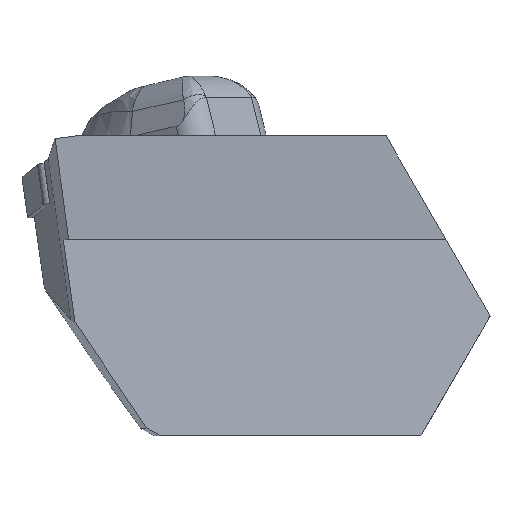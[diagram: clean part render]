
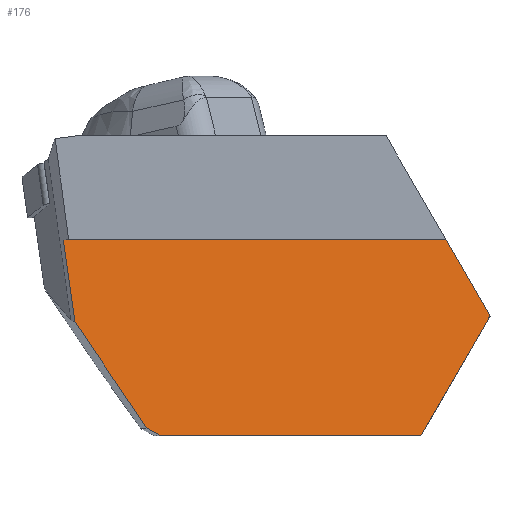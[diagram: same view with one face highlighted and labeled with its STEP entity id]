
A CAD part, top view. The second image highlights one B-rep face of the part: STEP entity #176.
In plain terms, the highlighted planar face has unit normal (0, 0.139, 0.99).
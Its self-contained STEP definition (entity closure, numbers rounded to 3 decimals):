
#176=ADVANCED_FACE('',(#279),#238,.T.);
#238=PLANE('',#1359);
#279=FACE_OUTER_BOUND('',#337,.T.);
#337=EDGE_LOOP('',(#501,#502,#503,#504,#505,#506,#507));
#501=ORIENTED_EDGE('',*,*,#955,.T.);
#502=ORIENTED_EDGE('',*,*,#956,.F.);
#503=ORIENTED_EDGE('',*,*,#957,.T.);
#504=ORIENTED_EDGE('',*,*,#951,.T.);
#505=ORIENTED_EDGE('',*,*,#958,.T.);
#506=ORIENTED_EDGE('',*,*,#959,.T.);
#507=ORIENTED_EDGE('',*,*,#960,.T.);
#823=VERTEX_POINT('',#1856);
#824=VERTEX_POINT('',#1857);
#827=VERTEX_POINT('',#1865);
#828=VERTEX_POINT('',#1866);
#829=VERTEX_POINT('',#1868);
#830=VERTEX_POINT('',#1871);
#831=VERTEX_POINT('',#1873);
#951=EDGE_CURVE('',#823,#824,#1115,.T.);
#955=EDGE_CURVE('',#827,#828,#1119,.T.);
#956=EDGE_CURVE('',#829,#828,#1120,.T.);
#957=EDGE_CURVE('',#829,#823,#1121,.T.);
#958=EDGE_CURVE('',#824,#830,#1122,.T.);
#959=EDGE_CURVE('',#830,#831,#1123,.T.);
#960=EDGE_CURVE('',#831,#827,#1124,.T.);
#1115=LINE('',#1855,#1219);
#1119=LINE('',#1864,#1223);
#1120=LINE('',#1867,#1224);
#1121=LINE('',#1869,#1225);
#1122=LINE('',#1870,#1226);
#1123=LINE('',#1872,#1227);
#1124=LINE('',#1874,#1228);
#1219=VECTOR('',#1519,1.);
#1223=VECTOR('',#1525,1.);
#1224=VECTOR('',#1526,1.);
#1225=VECTOR('',#1527,1.);
#1226=VECTOR('',#1528,1.);
#1227=VECTOR('',#1529,1.);
#1228=VECTOR('',#1530,1.);
#1359=AXIS2_PLACEMENT_3D('',#1875,#1531,#1532);
#1519=DIRECTION('',(1.,0.,0.));
#1525=DIRECTION('',(0.14,-0.981,0.138));
#1526=DIRECTION('',(-0.556,0.823,-0.116));
#1527=DIRECTION('',(0.881,-0.469,0.066));
#1528=DIRECTION('',(0.496,0.86,-0.121));
#1529=DIRECTION('',(-0.496,0.86,-0.121));
#1530=DIRECTION('',(-1.,0.,0.));
#1531=DIRECTION('',(0.,0.139,0.99));
#1532=DIRECTION('',(0.,-0.99,0.139));
#1855=CARTESIAN_POINT('',(-25.442,-29.9,3.19));
#1856=CARTESIAN_POINT('',(-36.207,-29.9,3.19));
#1857=CARTESIAN_POINT('',(-6.037,-29.9,3.19));
#1864=CARTESIAN_POINT('',(-47.045,-10.217,0.424));
#1865=CARTESIAN_POINT('',(-47.475,-7.2,0.));
#1866=CARTESIAN_POINT('',(-46.121,-16.709,1.336));
#1867=CARTESIAN_POINT('',(-44.164,-19.605,1.743));
#1868=CARTESIAN_POINT('',(-37.77,-29.069,3.073));
#1869=CARTESIAN_POINT('',(-38.939,-28.447,2.986));
#1870=CARTESIAN_POINT('',(-4.365,-27.003,2.783));
#1871=CARTESIAN_POINT('',(1.963,-16.044,1.243));
#1872=CARTESIAN_POINT('',(-8.636,2.315,-1.337));
#1873=CARTESIAN_POINT('',(-3.143,-7.2,0.));
#1874=CARTESIAN_POINT('',(-53.,-7.2,0.));
#1875=CARTESIAN_POINT('',(-25.442,-7.2,0.));
